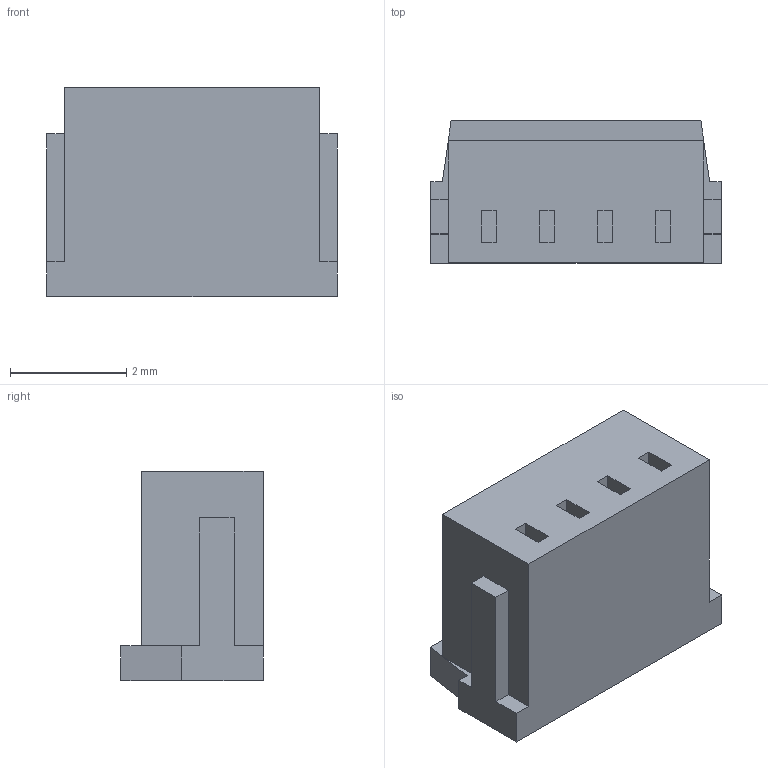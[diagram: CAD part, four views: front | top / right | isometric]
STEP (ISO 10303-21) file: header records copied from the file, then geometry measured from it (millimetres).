
FILE_DESCRIPTION (( 'STEP AP214' ), '1' );
FILE_NAME ('04SR-3S.STEP', '2012-02-15T02:01:15', ( ' ' ), ( ' ' ), 'SwSTEP 2.0', 'SolidWorks 2005235', '' );
FILE_SCHEMA (( 'AUTOMOTIVE_DESIGN' ));
Length unit declared in the file: millimetre
Products named in the file (1): 04SR-3S
Bounding box: 5 x 2.45 x 3.6 mm (x, y, z)
Volume: 34.5 mm3; surface area: 81.8 mm2
Topology: 1 solids, 1 shells, 56 faces, 134 edges, 88 vertices
Faces by surface type: plane 48, cylinder 8
Entity records: 2241 total; most frequent: CARTESIAN_POINT 279, ORIENTED_EDGE 268, DIRECTION 264, EDGE_CURVE 134, LINE 118, VECTOR 118, VERTEX_POINT 88, AXIS2_PLACEMENT_3D 73
